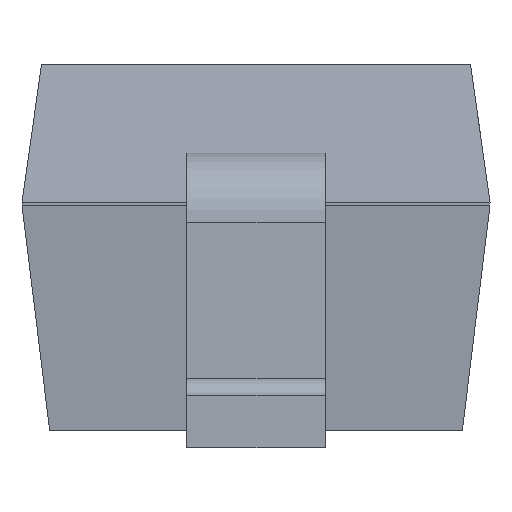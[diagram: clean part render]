
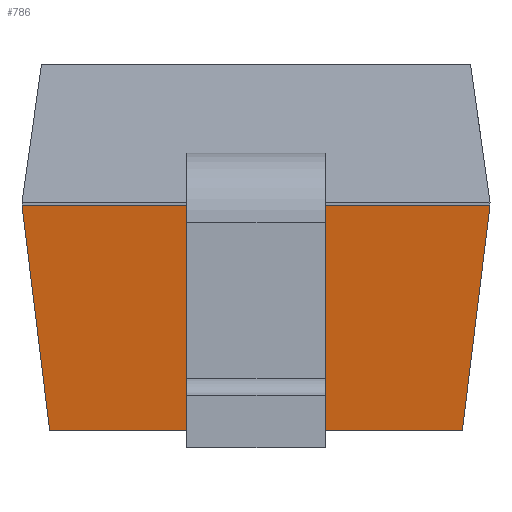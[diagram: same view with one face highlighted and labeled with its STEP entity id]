
A CAD part, left-side view. The second image highlights one B-rep face of the part: STEP entity #786.
In plain terms, the highlighted planar face has unit normal (-0.993, 0, -0.122).
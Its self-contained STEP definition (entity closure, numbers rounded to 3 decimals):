
#28 = VERTEX_POINT ( 'NONE', #791 ) ;
#56 = DIRECTION ( 'NONE',  ( -0.121, -0.121, 0.985 ) ) ;
#99 = LINE ( 'NONE', #1509, #1711 ) ;
#117 = DIRECTION ( 'NONE',  ( 0., -1., 0. ) ) ;
#148 = LINE ( 'NONE', #1421, #974 ) ;
#176 = EDGE_LOOP ( 'NONE', ( #1781, #659, #421, #1224, #1786, #1698 ) ) ;
#204 = CARTESIAN_POINT ( 'NONE',  ( -0.82, -0.595, 0.05 ) ) ;
#252 = FACE_OUTER_BOUND ( 'NONE', #176, .T. ) ;
#325 = LINE ( 'NONE', #204, #1891 ) ;
#421 = ORIENTED_EDGE ( 'NONE', *, *, #1795, .F. ) ;
#506 = DIRECTION ( 'NONE',  ( 0., -1., 0. ) ) ;
#530 = DIRECTION ( 'NONE',  ( 0., -1., 0. ) ) ;
#574 = CARTESIAN_POINT ( 'NONE',  ( -0.82, 0., 0.05 ) ) ;
#581 = VERTEX_POINT ( 'NONE', #652 ) ;
#582 = VECTOR ( 'NONE', #506, 1000. ) ;
#587 = CARTESIAN_POINT ( 'NONE',  ( -0.9, -0.2, 0.7 ) ) ;
#614 = AXIS2_PLACEMENT_3D ( 'NONE', #1985, #899, #1045 ) ;
#637 = LINE ( 'NONE', #1223, #582 ) ;
#652 = CARTESIAN_POINT ( 'NONE',  ( -0.82, -0.595, 0.05 ) ) ;
#659 = ORIENTED_EDGE ( 'NONE', *, *, #1651, .T. ) ;
#702 = CARTESIAN_POINT ( 'NONE',  ( -0.82, 0.595, 0.05 ) ) ;
#786 = ADVANCED_FACE ( 'NONE', ( #252 ), #1678, .F. ) ;
#791 = CARTESIAN_POINT ( 'NONE',  ( -0.9, -0.675, 0.7 ) ) ;
#800 = EDGE_CURVE ( 'NONE', #1407, #581, #1055, .T. ) ;
#856 = CARTESIAN_POINT ( 'NONE',  ( -0.9, 0.675, 0.7 ) ) ;
#887 = DIRECTION ( 'NONE',  ( 0.121, -0.121, -0.985 ) ) ;
#899 = DIRECTION ( 'NONE',  ( 0.993, 0., 0.122 ) ) ;
#974 = VECTOR ( 'NONE', #887, 1000. ) ;
#1045 = DIRECTION ( 'NONE',  ( 0.122, 0., -0.993 ) ) ;
#1052 = CARTESIAN_POINT ( 'NONE',  ( -0.9, 0.2, 0.7 ) ) ;
#1055 = LINE ( 'NONE', #574, #1898 ) ;
#1164 = CARTESIAN_POINT ( 'NONE',  ( -0.9, 0.675, 0.7 ) ) ;
#1223 = CARTESIAN_POINT ( 'NONE',  ( -0.9, 0.675, 0.7 ) ) ;
#1224 = ORIENTED_EDGE ( 'NONE', *, *, #1587, .F. ) ;
#1407 = VERTEX_POINT ( 'NONE', #702 ) ;
#1421 = CARTESIAN_POINT ( 'NONE',  ( -0.9, 0.675, 0.7 ) ) ;
#1453 = DIRECTION ( 'NONE',  ( 0., -1., 0. ) ) ;
#1500 = VERTEX_POINT ( 'NONE', #587 ) ;
#1509 = CARTESIAN_POINT ( 'NONE',  ( -0.9, 0.675, 0.7 ) ) ;
#1525 = VERTEX_POINT ( 'NONE', #856 ) ;
#1587 = EDGE_CURVE ( 'NONE', #1589, #1500, #99, .T. ) ;
#1589 = VERTEX_POINT ( 'NONE', #1052 ) ;
#1630 = EDGE_CURVE ( 'NONE', #1525, #1589, #1982, .T. ) ;
#1651 = EDGE_CURVE ( 'NONE', #581, #28, #325, .T. ) ;
#1678 = PLANE ( 'NONE',  #614 ) ;
#1698 = ORIENTED_EDGE ( 'NONE', *, *, #1712, .T. ) ;
#1711 = VECTOR ( 'NONE', #117, 1000. ) ;
#1712 = EDGE_CURVE ( 'NONE', #1525, #1407, #148, .T. ) ;
#1781 = ORIENTED_EDGE ( 'NONE', *, *, #800, .T. ) ;
#1786 = ORIENTED_EDGE ( 'NONE', *, *, #1630, .F. ) ;
#1795 = EDGE_CURVE ( 'NONE', #1500, #28, #637, .T. ) ;
#1891 = VECTOR ( 'NONE', #56, 1000. ) ;
#1898 = VECTOR ( 'NONE', #1453, 1000. ) ;
#1943 = VECTOR ( 'NONE', #530, 1000. ) ;
#1982 = LINE ( 'NONE', #1164, #1943 ) ;
#1985 = CARTESIAN_POINT ( 'NONE',  ( -0.9, 0.675, 0.7 ) ) ;
